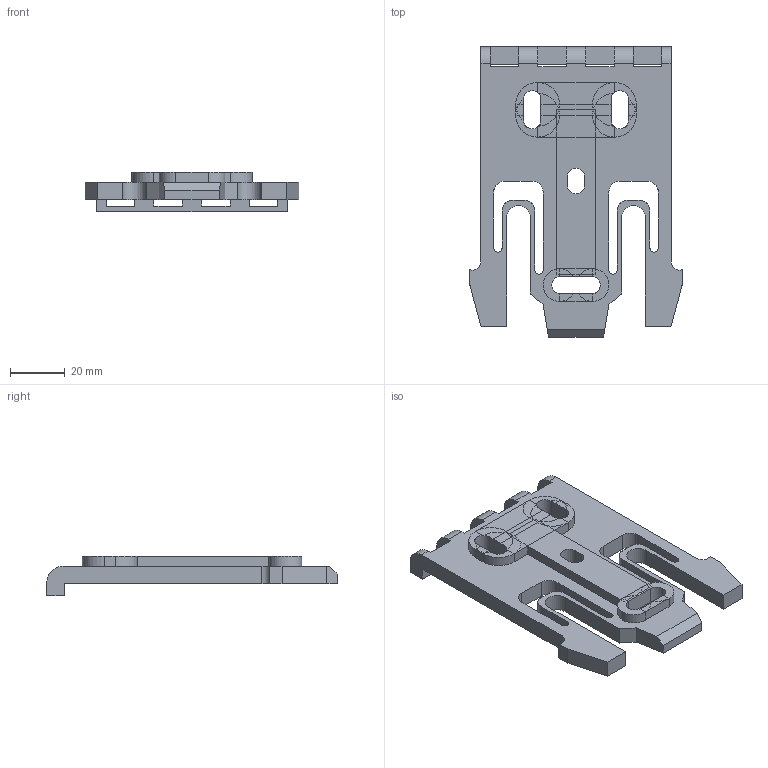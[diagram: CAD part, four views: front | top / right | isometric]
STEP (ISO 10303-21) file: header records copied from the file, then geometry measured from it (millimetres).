
FILE_DESCRIPTION(('FreeCAD Model'),'2;1');
FILE_NAME('Open CASCADE Shape Model','2025-07-22T15:11:24',(''),(''), 'Open CASCADE STEP processor 7.8','FreeCAD','Unknown');
FILE_SCHEMA(('AUTOMOTIVE_DESIGN { 1 0 10303 214 1 1 1 1 }'));
Length unit declared in the file: millimetre
Products named in the file (1): difference004
Bounding box: 78 x 106 x 14.35 mm (x, y, z)
Volume: 36888.3 mm3; surface area: 19435.8 mm2
Topology: 1 solids, 1 shells, 233 faces, 639 edges, 398 vertices
Faces by surface type: plane 185, cylinder 48
Entity records: 7389 total; most frequent: DIRECTION 1313, ORIENTED_EDGE 1278, CARTESIAN_POINT 1271, EDGE_CURVE 639, AXIS2_PLACEMENT_3D 440, LINE 433, VECTOR 433, VERTEX_POINT 398
